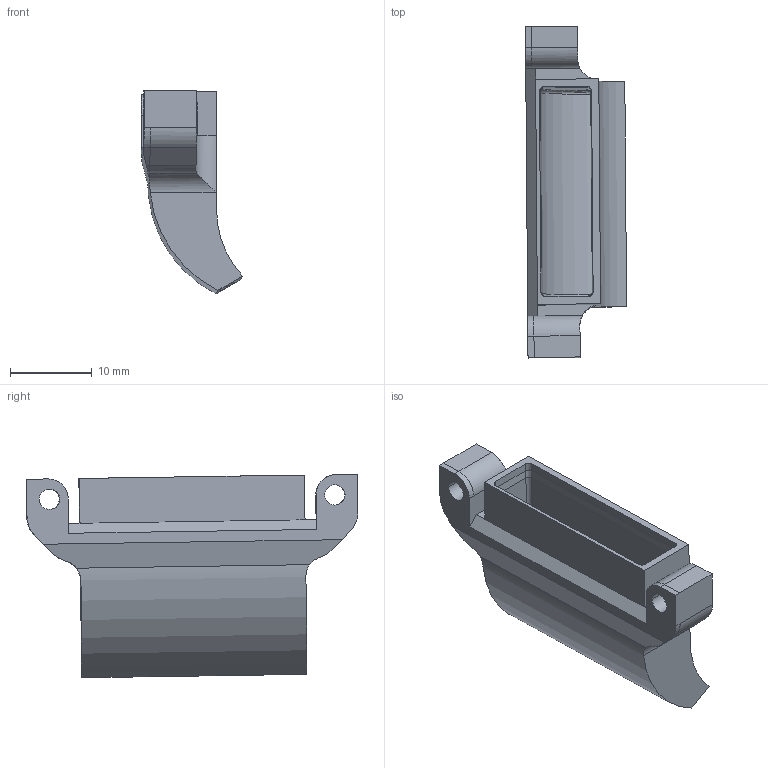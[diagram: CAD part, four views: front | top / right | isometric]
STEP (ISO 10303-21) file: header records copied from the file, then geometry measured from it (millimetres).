
FILE_DESCRIPTION(('CATIA V5 STEP Exchange'),'2;1');
FILE_NAME('HYPERCUBE-EVO-0009_NGEN.stp','2020-04-25T10:40:58+00:00',('none'),('none'),'CATIA Version 5 Release 21 GA (IN-10)','CATIA V5 STEP AP203','none');
FILE_SCHEMA(('CONFIG_CONTROL_DESIGN'));
Length unit declared in the file: millimetre
Products named in the file (1): HYPERCUBE-EVO-0009_NGEN
Bounding box: 12.41 x 40.71 x 24.97 mm (x, y, z)
Volume: 2228 mm3; surface area: 3943.5 mm2
Topology: 1 solids, 1 shells, 88 faces, 225 edges, 137 vertices
Faces by surface type: plane 38, cylinder 32, extrusion 6, bspline 4, torus 4, cone 4
Entity records: 3089 total; most frequent: CARTESIAN_POINT 1085, ORIENTED_EDGE 450, DIRECTION 315, EDGE_CURVE 225, VERTEX_POINT 137, VECTOR 135, LINE 129, AXIS2_PLACEMENT_3D 110
